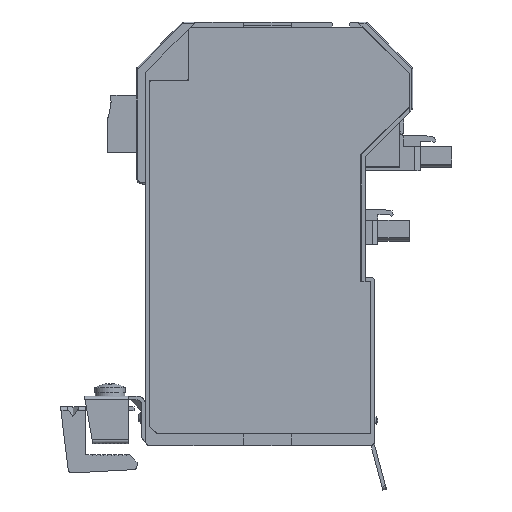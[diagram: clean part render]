
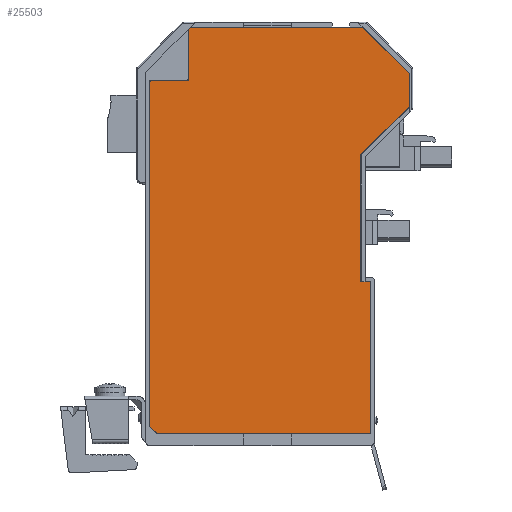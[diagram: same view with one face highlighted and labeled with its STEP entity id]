
A CAD part, left-side view. The second image highlights one B-rep face of the part: STEP entity #25503.
In plain terms, the highlighted face is planar.
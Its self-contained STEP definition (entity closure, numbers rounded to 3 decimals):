
#423=CARTESIAN_POINT('',(60.6,3.6,10.));
#424=DIRECTION('',(0.,0.,1.));
#425=DIRECTION('',(0.,-1.,0.));
#426=AXIS2_PLACEMENT_3D('',#423,#424,#425);
#432=DIRECTION('',(1.,0.,0.));
#433=VECTOR('',#432,46.7);
#434=CARTESIAN_POINT('',(12.2,113.5,10.));
#435=LINE('',#434,#433);
#436=DIRECTION('',(0.707,-0.707,0.));
#437=VECTOR('',#436,17.819);
#438=CARTESIAN_POINT('',(58.9,113.5,10.));
#439=LINE('',#438,#437);
#440=DIRECTION('',(0.,-1.,0.));
#441=VECTOR('',#440,8.774);
#442=CARTESIAN_POINT('',(71.5,100.9,10.));
#443=LINE('',#442,#441);
#444=DIRECTION('',(-0.707,-0.707,0.));
#445=VECTOR('',#444,18.597);
#446=CARTESIAN_POINT('',(71.5,92.126,10.));
#447=LINE('',#446,#445);
#448=DIRECTION('',(0.,-1.,0.));
#449=VECTOR('',#448,34.551);
#450=CARTESIAN_POINT('',(58.35,78.976,10.));
#451=LINE('',#450,#449);
#452=DIRECTION('',(1.,0.,0.));
#453=VECTOR('',#452,1.15);
#454=CARTESIAN_POINT('',(58.35,44.425,10.));
#455=LINE('',#454,#453);
#456=DIRECTION('',(0.,1.,0.));
#457=VECTOR('',#456,0.075);
#458=CARTESIAN_POINT('',(59.5,44.425,10.));
#459=LINE('',#458,#457);
#460=DIRECTION('',(1.,0.,0.));
#461=VECTOR('',#460,1.1);
#462=CARTESIAN_POINT('',(59.5,44.5,10.));
#463=LINE('',#462,#461);
#464=DIRECTION('',(0.,-1.,0.));
#465=VECTOR('',#464,40.5);
#466=CARTESIAN_POINT('',(61.,44.1,10.));
#467=LINE('',#466,#465);
#468=DIRECTION('',(-1.,0.,0.));
#469=VECTOR('',#468,57.5);
#470=CARTESIAN_POINT('',(60.6,3.2,10.));
#471=LINE('',#470,#469);
#472=DIRECTION('',(-0.707,0.707,0.));
#473=VECTOR('',#472,2.97);
#474=CARTESIAN_POINT('',(3.1,3.2,10.));
#475=LINE('',#474,#473);
#476=DIRECTION('',(0.,1.,0.));
#477=VECTOR('',#476,93.3);
#478=CARTESIAN_POINT('',(1.,5.3,10.));
#479=LINE('',#478,#477);
#480=DIRECTION('',(1.,0.,0.));
#481=VECTOR('',#480,10.1);
#482=CARTESIAN_POINT('',(1.4,99.,10.));
#483=LINE('',#482,#481);
#484=DIRECTION('',(0.,1.,0.));
#485=VECTOR('',#484,13.8);
#486=CARTESIAN_POINT('',(11.5,99.,10.));
#487=LINE('',#486,#485);
#488=DIRECTION('',(0.707,0.707,0.));
#489=VECTOR('',#488,0.99);
#490=CARTESIAN_POINT('',(11.5,112.8,10.));
#491=LINE('',#490,#489);
#665=CARTESIAN_POINT('',(1.4,98.6,10.));
#666=DIRECTION('',(0.,0.,1.));
#667=DIRECTION('',(0.,1.,0.));
#668=AXIS2_PLACEMENT_3D('',#665,#666,#667);
#1694=CARTESIAN_POINT('',(60.6,44.1,10.));
#1695=DIRECTION('',(0.,0.,1.));
#1696=DIRECTION('',(1.,0.,0.));
#1697=AXIS2_PLACEMENT_3D('',#1694,#1695,#1696);
#22136=CARTESIAN_POINT('',(11.5,99.,10.));
#22137=CARTESIAN_POINT('',(11.5,112.8,10.));
#22138=VERTEX_POINT('',#22136);
#22139=VERTEX_POINT('',#22137);
#22144=CARTESIAN_POINT('',(3.1,3.2,10.));
#22145=CARTESIAN_POINT('',(1.,5.3,10.));
#22146=VERTEX_POINT('',#22144);
#22147=VERTEX_POINT('',#22145);
#22486=CARTESIAN_POINT('',(71.5,92.126,10.));
#22487=CARTESIAN_POINT('',(58.35,78.976,10.));
#22488=VERTEX_POINT('',#22486);
#22489=VERTEX_POINT('',#22487);
#22490=CARTESIAN_POINT('',(58.35,44.425,10.));
#22491=VERTEX_POINT('',#22490);
#22492=CARTESIAN_POINT('',(59.5,44.425,10.));
#22493=VERTEX_POINT('',#22492);
#22494=CARTESIAN_POINT('',(59.5,44.5,10.));
#22495=VERTEX_POINT('',#22494);
#22508=CARTESIAN_POINT('',(71.5,100.9,10.));
#22509=VERTEX_POINT('',#22508);
#22518=CARTESIAN_POINT('',(1.4,99.,10.));
#22519=VERTEX_POINT('',#22518);
#22530=CARTESIAN_POINT('',(60.6,3.2,10.));
#22531=CARTESIAN_POINT('',(61.,3.6,10.));
#22532=VERTEX_POINT('',#22530);
#22533=VERTEX_POINT('',#22531);
#22534=CARTESIAN_POINT('',(61.,44.1,10.));
#22535=CARTESIAN_POINT('',(60.6,44.5,10.));
#22536=VERTEX_POINT('',#22534);
#22537=VERTEX_POINT('',#22535);
#22538=CARTESIAN_POINT('',(1.,98.6,10.));
#22539=VERTEX_POINT('',#22538);
#22550=CARTESIAN_POINT('',(12.2,113.5,10.));
#22551=CARTESIAN_POINT('',(58.9,113.5,10.));
#22552=VERTEX_POINT('',#22550);
#22553=VERTEX_POINT('',#22551);
#25463=CARTESIAN_POINT('',(1.,3.2,10.));
#25464=DIRECTION('',(0.,0.,-1.));
#25465=DIRECTION('',(-1.,0.,0.));
#25466=AXIS2_PLACEMENT_3D('',#25463,#25464,#25465);
#25467=PLANE('',#25466);
#25469=ORIENTED_EDGE('',*,*,#25468,.T.);
#25471=ORIENTED_EDGE('',*,*,#25470,.T.);
#25473=ORIENTED_EDGE('',*,*,#25472,.T.);
#25475=ORIENTED_EDGE('',*,*,#25474,.T.);
#25477=ORIENTED_EDGE('',*,*,#25476,.T.);
#25479=ORIENTED_EDGE('',*,*,#25478,.T.);
#25481=ORIENTED_EDGE('',*,*,#25480,.T.);
#25483=ORIENTED_EDGE('',*,*,#25482,.T.);
#25485=ORIENTED_EDGE('',*,*,#25484,.F.);
#25487=ORIENTED_EDGE('',*,*,#25486,.T.);
#25488=ORIENTED_EDGE('',*,*,#25445,.F.);
#25489=ORIENTED_EDGE('',*,*,#25358,.T.);
#25490=ORIENTED_EDGE('',*,*,#25062,.T.);
#25492=ORIENTED_EDGE('',*,*,#25491,.T.);
#25494=ORIENTED_EDGE('',*,*,#25493,.F.);
#25496=ORIENTED_EDGE('',*,*,#25495,.T.);
#25498=ORIENTED_EDGE('',*,*,#25497,.T.);
#25500=ORIENTED_EDGE('',*,*,#25499,.T.);
#25501=EDGE_LOOP('',(#25469,#25471,#25473,#25475,#25477,#25479,#25481,#25483,
#25485,#25487,#25488,#25489,#25490,#25492,#25494,#25496,#25498,#25500));
#25502=FACE_OUTER_BOUND('',#25501,.F.);
#25503=ADVANCED_FACE('',(#25502),#25467,.F.);
#427=CIRCLE('',#426,0.4);
#669=CIRCLE('',#668,0.4);
#1698=CIRCLE('',#1697,0.4);
#25062=EDGE_CURVE('',#22146,#22147,#475,.T.);
#25358=EDGE_CURVE('',#22532,#22146,#471,.T.);
#25445=EDGE_CURVE('',#22532,#22533,#427,.T.);
#25468=EDGE_CURVE('',#22552,#22553,#435,.T.);
#25470=EDGE_CURVE('',#22553,#22509,#439,.T.);
#25472=EDGE_CURVE('',#22509,#22488,#443,.T.);
#25474=EDGE_CURVE('',#22488,#22489,#447,.T.);
#25476=EDGE_CURVE('',#22489,#22491,#451,.T.);
#25478=EDGE_CURVE('',#22491,#22493,#455,.T.);
#25480=EDGE_CURVE('',#22493,#22495,#459,.T.);
#25482=EDGE_CURVE('',#22495,#22537,#463,.T.);
#25484=EDGE_CURVE('',#22536,#22537,#1698,.T.);
#25486=EDGE_CURVE('',#22536,#22533,#467,.T.);
#25491=EDGE_CURVE('',#22147,#22539,#479,.T.);
#25493=EDGE_CURVE('',#22519,#22539,#669,.T.);
#25495=EDGE_CURVE('',#22519,#22138,#483,.T.);
#25497=EDGE_CURVE('',#22138,#22139,#487,.T.);
#25499=EDGE_CURVE('',#22139,#22552,#491,.T.);
